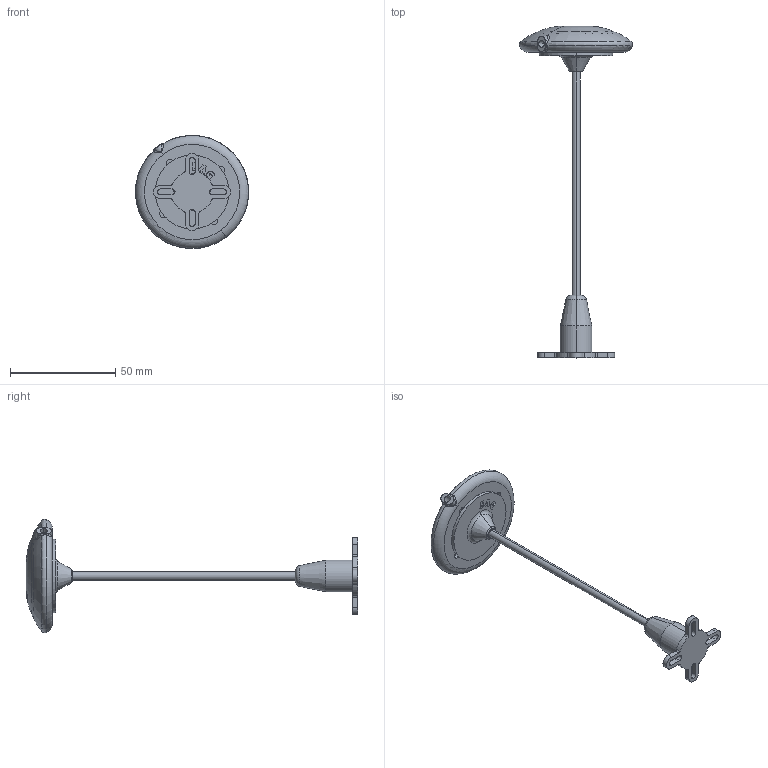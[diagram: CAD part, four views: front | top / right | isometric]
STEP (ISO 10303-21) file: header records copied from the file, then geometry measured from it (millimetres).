
FILE_DESCRIPTION (( 'STEP AP203' ), '1' );
FILE_NAME ('GPS_MN8_ASM_STEP.STEP', '2021-12-28T22:48:54', ( '' ), ( '' ), 'SwSTEP 2.0', 'SolidWorks 2020', '' );
FILE_SCHEMA (( 'CONFIG_CONTROL_DESIGN' ));
Length unit declared in the file: millimetre
Products named in the file (3): GPS M8N; GPS MODÜLÜ ÝSKELETÝ; GPS_MN8_ASM_STEP
Assembly tree (2 placements, depth 2):
  GPS_MN8_ASM_STEP
    GPS MODÜLÜ ÝSKELETÝ
    GPS M8N
Bounding box: 53.66 x 157.4 x 53.74 mm (x, y, z)
Volume: 26208.9 mm3; surface area: 12647.7 mm2
Topology: 2 solids, 2 shells, 164 faces, 465 edges, 329 vertices
Faces by surface type: plane 63, cylinder 51, torus 27, bspline 17, cone 6
Entity records: 7055 total; most frequent: CARTESIAN_POINT 2554, ORIENTED_EDGE 930, DIRECTION 805, EDGE_CURVE 465, VERTEX_POINT 329, AXIS2_PLACEMENT_3D 305, EDGE_LOOP 196, VECTOR 195
